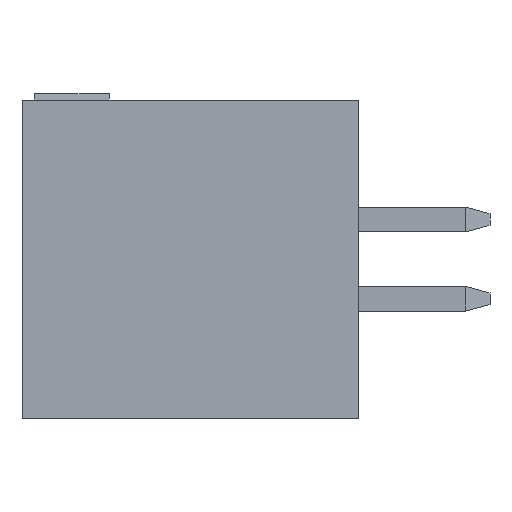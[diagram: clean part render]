
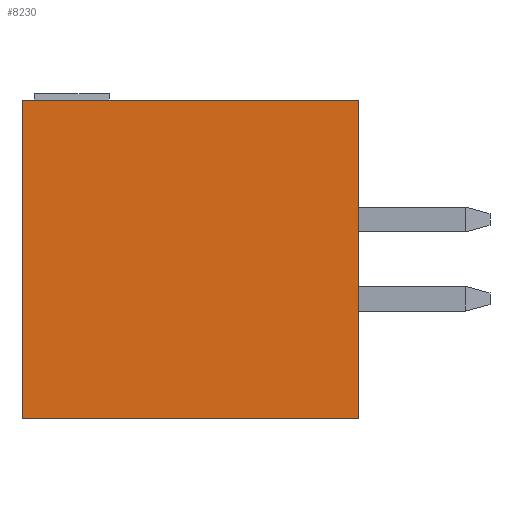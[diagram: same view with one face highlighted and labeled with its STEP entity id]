
A CAD part, left-side view. The second image highlights one B-rep face of the part: STEP entity #8230.
In plain terms, the highlighted planar face has unit normal (-1, 0, 0).
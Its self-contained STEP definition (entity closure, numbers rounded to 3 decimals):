
#210 = LINE ( 'NONE', #7269, #7316 ) ;
#527 = VERTEX_POINT ( 'NONE', #611 ) ;
#611 = CARTESIAN_POINT ( 'NONE',  ( -7.595, 5.4, 2.55 ) ) ;
#1032 = EDGE_CURVE ( 'NONE', #527, #1744, #4058, .T. ) ;
#1323 = DIRECTION ( 'NONE',  ( 1., 0., 0. ) ) ;
#1340 = ORIENTED_EDGE ( 'NONE', *, *, #1032, .F. ) ;
#1691 = VECTOR ( 'NONE', #8459, 1000. ) ;
#1744 = VERTEX_POINT ( 'NONE', #3492 ) ;
#2507 = ORIENTED_EDGE ( 'NONE', *, *, #9884, .T. ) ;
#3170 = CARTESIAN_POINT ( 'NONE',  ( -7.595, 5.4, -2.55 ) ) ;
#3492 = CARTESIAN_POINT ( 'NONE',  ( -7.595, 0., 2.55 ) ) ;
#3529 = AXIS2_PLACEMENT_3D ( 'NONE', #11496, #1323, #7757 ) ;
#4058 = LINE ( 'NONE', #9378, #11157 ) ;
#4091 = DIRECTION ( 'NONE',  ( 0., -1., 0. ) ) ;
#4927 = VERTEX_POINT ( 'NONE', #11592 ) ;
#5988 = EDGE_CURVE ( 'NONE', #8044, #527, #210, .T. ) ;
#6499 = LINE ( 'NONE', #3170, #11442 ) ;
#6839 = PLANE ( 'NONE',  #3529 ) ;
#7269 = CARTESIAN_POINT ( 'NONE',  ( -7.595, 5.4, 2.55 ) ) ;
#7316 = VECTOR ( 'NONE', #9401, 1000. ) ;
#7533 = CARTESIAN_POINT ( 'NONE',  ( -7.595, 0., 2.55 ) ) ;
#7757 = DIRECTION ( 'NONE',  ( 0., 0., -1. ) ) ;
#8044 = VERTEX_POINT ( 'NONE', #9967 ) ;
#8230 = ADVANCED_FACE ( 'NONE', ( #10606 ), #6839, .F. ) ;
#8459 = DIRECTION ( 'NONE',  ( 0., 0., 1. ) ) ;
#9063 = LINE ( 'NONE', #7533, #1691 ) ;
#9211 = DIRECTION ( 'NONE',  ( 0., -1., 0. ) ) ;
#9378 = CARTESIAN_POINT ( 'NONE',  ( -7.595, 5.4, 2.55 ) ) ;
#9401 = DIRECTION ( 'NONE',  ( 0., 0., 1. ) ) ;
#9884 = EDGE_CURVE ( 'NONE', #8044, #4927, #6499, .T. ) ;
#9967 = CARTESIAN_POINT ( 'NONE',  ( -7.595, 5.4, -2.55 ) ) ;
#10347 = EDGE_CURVE ( 'NONE', #4927, #1744, #9063, .T. ) ;
#10606 = FACE_OUTER_BOUND ( 'NONE', #11250, .T. ) ;
#10906 = ORIENTED_EDGE ( 'NONE', *, *, #10347, .T. ) ;
#11157 = VECTOR ( 'NONE', #9211, 1000. ) ;
#11250 = EDGE_LOOP ( 'NONE', ( #10906, #1340, #12030, #2507 ) ) ;
#11442 = VECTOR ( 'NONE', #4091, 1000. ) ;
#11496 = CARTESIAN_POINT ( 'NONE',  ( -7.595, 5.4, 2.55 ) ) ;
#11592 = CARTESIAN_POINT ( 'NONE',  ( -7.595, 0., -2.55 ) ) ;
#12030 = ORIENTED_EDGE ( 'NONE', *, *, #5988, .F. ) ;
